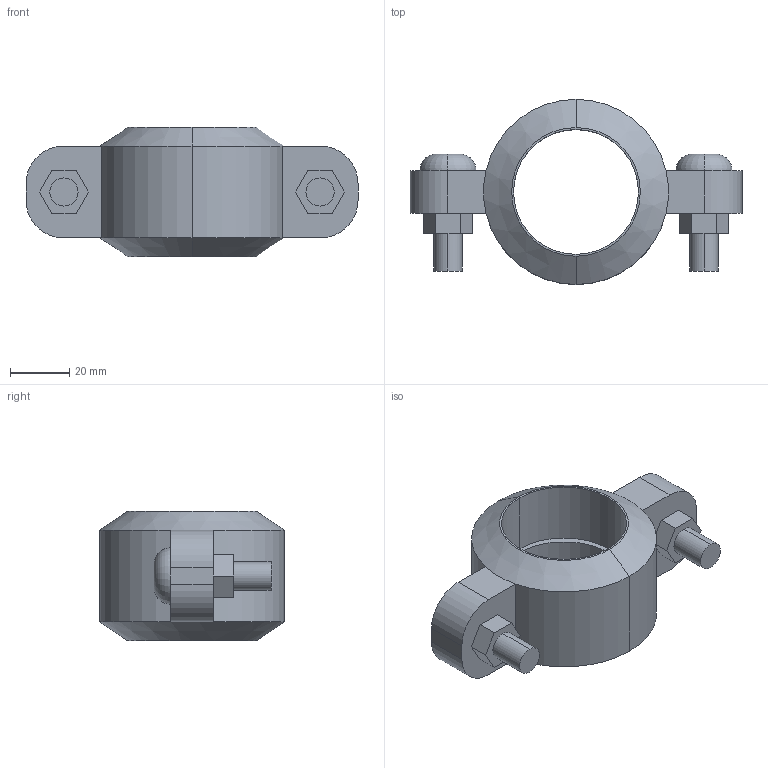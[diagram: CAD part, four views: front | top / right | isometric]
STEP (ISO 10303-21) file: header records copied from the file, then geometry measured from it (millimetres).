
FILE_DESCRIPTION (( 'STEP AP214' ), '1' );
FILE_NAME ('VIKU-042-4E-475 DN32 Ø42,4 1810.STEP', '2018-10-26T07:13:25', ( '' ), ( '' ), 'SwSTEP 2.0', 'SolidWorks 2016', '' );
FILE_SCHEMA (( 'AUTOMOTIVE_DESIGN' ));
Length unit declared in the file: millimetre
Products named in the file (1): VIKU-042-4E-475 DN32 Ø42,4 1810
Bounding box: 112.1 x 62.48 x 43.69 mm (x, y, z)
Volume: 87022.4 mm3; surface area: 24850.9 mm2
Topology: 1 solids, 1 shells, 57 faces, 131 edges, 84 vertices
Faces by surface type: plane 32, cylinder 17, torus 4, cone 4
Entity records: 1659 total; most frequent: DIRECTION 303, CARTESIAN_POINT 273, ORIENTED_EDGE 262, EDGE_CURVE 131, AXIS2_PLACEMENT_3D 114, VERTEX_POINT 84, LINE 75, VECTOR 75
